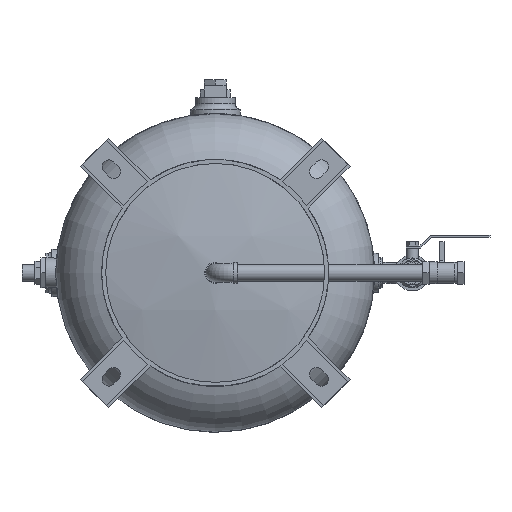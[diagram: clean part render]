
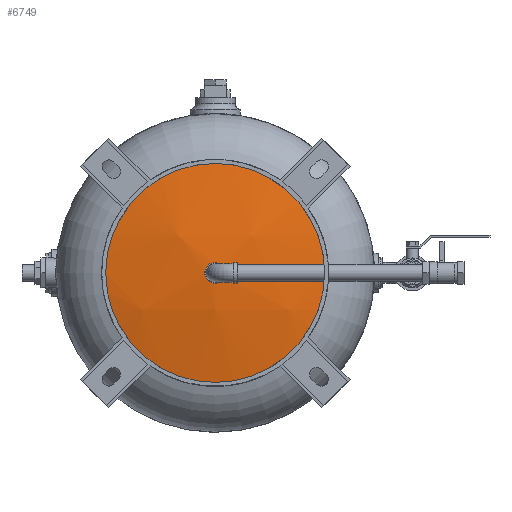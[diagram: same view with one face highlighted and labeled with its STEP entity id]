
A CAD part, front view. The second image highlights one B-rep face of the part: STEP entity #6749.
In plain terms, the highlighted spherical face has radius 622.3 mm.
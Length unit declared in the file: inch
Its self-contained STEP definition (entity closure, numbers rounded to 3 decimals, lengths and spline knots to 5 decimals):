
#15=SPHERICAL_SURFACE('',#7308,24.5);
#1761=FACE_BOUND('',#2650,.T.);
#2139=FACE_OUTER_BOUND('',#2649,.T.);
#2649=EDGE_LOOP('',(#5935));
#2650=EDGE_LOOP('',(#5936));
#2755=CIRCLE('',#7003,0.525);
#2857=CIRCLE('',#7305,5.49767);
#3102=VERTEX_POINT('',#10318);
#3427=VERTEX_POINT('',#12255);
#3809=EDGE_CURVE('',#3102,#3102,#2755,.T.);
#4272=EDGE_CURVE('',#3427,#3427,#2857,.T.);
#5935=ORIENTED_EDGE('',*,*,#4272,.T.);
#5936=ORIENTED_EDGE('',*,*,#3809,.T.);
#6749=ADVANCED_FACE('',(#2139,#1761),#15,.T.);
#7003=AXIS2_PLACEMENT_3D('',#10319,#8052,#8053);
#7305=AXIS2_PLACEMENT_3D('',#12256,#8988,#8989);
#7308=AXIS2_PLACEMENT_3D('',#12260,#8994,#8995);
#8052=DIRECTION('center_axis',(0.,1.,0.));
#8053=DIRECTION('ref_axis',(1.,0.,0.));
#8988=DIRECTION('center_axis',(0.,-1.,0.));
#8989=DIRECTION('ref_axis',(-1.,0.,0.));
#8994=DIRECTION('center_axis',(0.,0.,1.));
#8995=DIRECTION('ref_axis',(1.,0.,0.));
#10318=CARTESIAN_POINT('',(-0.525,-24.49437,0.));
#10319=CARTESIAN_POINT('Origin',(0.,-24.49437,
0.));
#12255=CARTESIAN_POINT('',(5.49767,-23.87521,0.));
#12256=CARTESIAN_POINT('Origin',(0.,-23.87521,
0.));
#12260=CARTESIAN_POINT('Origin',(0.,0.,0.));
